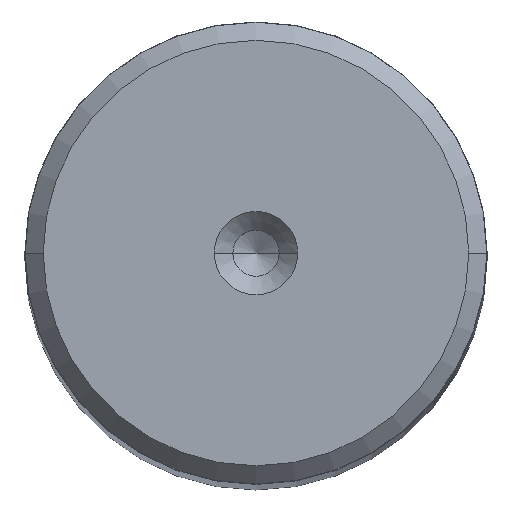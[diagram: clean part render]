
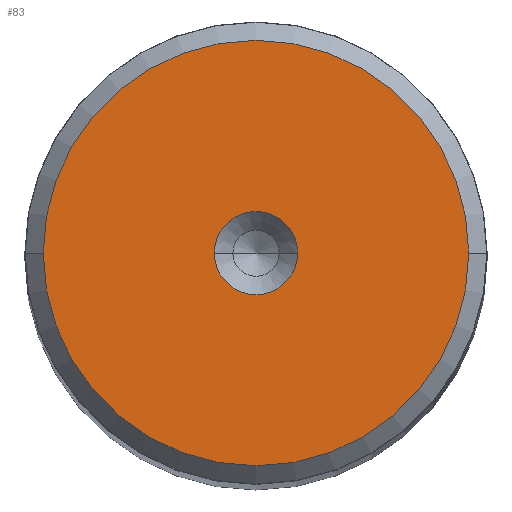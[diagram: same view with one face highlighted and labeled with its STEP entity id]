
A CAD part, top view. The second image highlights one B-rep face of the part: STEP entity #83.
In plain terms, the highlighted planar face has unit normal (0, 0, 1).
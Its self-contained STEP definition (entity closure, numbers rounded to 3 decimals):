
#83 = ADVANCED_FACE ( 'NONE', ( #262, #699 ), #1100, .T. ) ;
#262 = FACE_BOUND ( 'NONE', #1657, .T. ) ;
#266 = DIRECTION ( 'NONE',  ( 0., 0., 1. ) ) ;
#361 = DIRECTION ( 'NONE',  ( 1., 0., 0. ) ) ;
#387 = DIRECTION ( 'NONE',  ( 0., 0., 1. ) ) ;
#393 = VERTEX_POINT ( 'NONE', #1691 ) ;
#398 = CARTESIAN_POINT ( 'NONE',  ( 11.509, 0., 180. ) ) ;
#405 = CARTESIAN_POINT ( 'NONE',  ( 0., 0., 180. ) ) ;
#442 = VERTEX_POINT ( 'NONE', #1859 ) ;
#506 = EDGE_CURVE ( 'NONE', #442, #1266, #1398, .T. ) ;
#516 = DIRECTION ( 'NONE',  ( 1., 0., 0. ) ) ;
#518 = AXIS2_PLACEMENT_3D ( 'NONE', #405, #1127, #1837 ) ;
#554 = DIRECTION ( 'NONE',  ( 0., 0., 1. ) ) ;
#589 = VERTEX_POINT ( 'NONE', #398 ) ;
#610 = EDGE_CURVE ( 'NONE', #1266, #442, #924, .T. ) ;
#631 = DIRECTION ( 'NONE',  ( 1., 0., 0. ) ) ;
#697 = CARTESIAN_POINT ( 'NONE',  ( 0., 0., 180. ) ) ;
#699 = FACE_OUTER_BOUND ( 'NONE', #1967, .T. ) ;
#721 = AXIS2_PLACEMENT_3D ( 'NONE', #697, #2138, #516 ) ;
#786 = CIRCLE ( 'NONE', #518, 11.509 ) ;
#924 = CIRCLE ( 'NONE', #959, 2.25 ) ;
#959 = AXIS2_PLACEMENT_3D ( 'NONE', #1654, #554, #1644 ) ;
#998 = CARTESIAN_POINT ( 'NONE',  ( 0., 0., 180. ) ) ;
#1065 = AXIS2_PLACEMENT_3D ( 'NONE', #1460, #387, #361 ) ;
#1100 = PLANE ( 'NONE',  #1065 ) ;
#1127 = DIRECTION ( 'NONE',  ( 0., 0., 1. ) ) ;
#1215 = ORIENTED_EDGE ( 'NONE', *, *, #610, .F. ) ;
#1266 = VERTEX_POINT ( 'NONE', #2296 ) ;
#1398 = CIRCLE ( 'NONE', #721, 2.25 ) ;
#1405 = ORIENTED_EDGE ( 'NONE', *, *, #506, .F. ) ;
#1460 = CARTESIAN_POINT ( 'NONE',  ( 0., 0., 180. ) ) ;
#1627 = EDGE_CURVE ( 'NONE', #393, #589, #786, .T. ) ;
#1644 = DIRECTION ( 'NONE',  ( 1., 0., 0. ) ) ;
#1654 = CARTESIAN_POINT ( 'NONE',  ( 0., 0., 180. ) ) ;
#1657 = EDGE_LOOP ( 'NONE', ( #1215, #1405 ) ) ;
#1691 = CARTESIAN_POINT ( 'NONE',  ( -11.509, 0., 180. ) ) ;
#1703 = ORIENTED_EDGE ( 'NONE', *, *, #1627, .T. ) ;
#1837 = DIRECTION ( 'NONE',  ( 1., 0., 0. ) ) ;
#1859 = CARTESIAN_POINT ( 'NONE',  ( -2.25, 0., 180. ) ) ;
#1967 = EDGE_LOOP ( 'NONE', ( #1703, #2058 ) ) ;
#2058 = ORIENTED_EDGE ( 'NONE', *, *, #2125, .T. ) ;
#2125 = EDGE_CURVE ( 'NONE', #589, #393, #2201, .T. ) ;
#2138 = DIRECTION ( 'NONE',  ( 0., 0., 1. ) ) ;
#2201 = CIRCLE ( 'NONE', #2306, 11.509 ) ;
#2296 = CARTESIAN_POINT ( 'NONE',  ( 2.25, 0., 180. ) ) ;
#2306 = AXIS2_PLACEMENT_3D ( 'NONE', #998, #266, #631 ) ;
